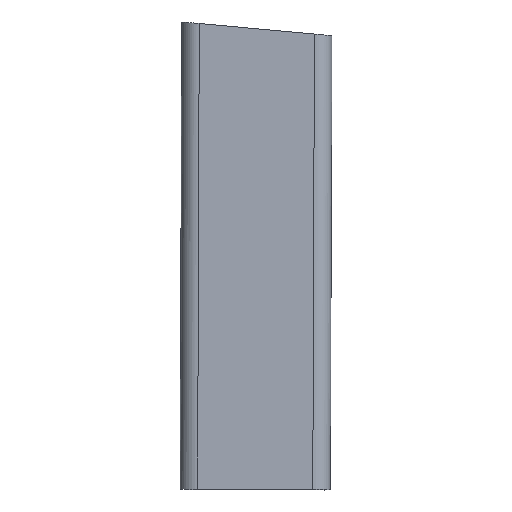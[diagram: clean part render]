
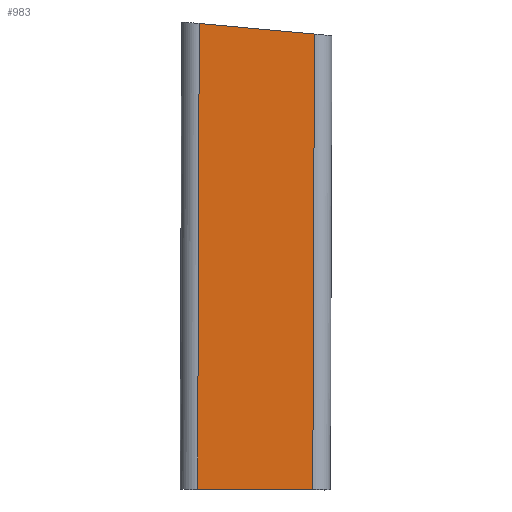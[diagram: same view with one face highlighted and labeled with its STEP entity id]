
A CAD part, left-side view. The second image highlights one B-rep face of the part: STEP entity #983.
In plain terms, the highlighted planar face has unit normal (-1, 0, 0.004).
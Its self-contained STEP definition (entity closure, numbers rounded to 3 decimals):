
#34 = PLANE('',#35);
#35 = AXIS2_PLACEMENT_3D('',#36,#37,#38);
#36 = CARTESIAN_POINT('',(-15.837,1.144,46.146
    ));
#37 = DIRECTION('',(0.004,-0.091,
    0.996));
#38 = DIRECTION('',(1.,0.,
    -0.004));
#193 = VERTEX_POINT('',#194);
#194 = CARTESIAN_POINT('',(-14.841,-11.659,
    44.977));
#212 = CYLINDRICAL_SURFACE('',#213,3.5);
#213 = AXIS2_PLACEMENT_3D('',#214,#215,#216);
#214 = CARTESIAN_POINT('',(-11.798,-11.202,
    -83.97));
#215 = DIRECTION('',(0.004,-0.004,
    1.));
#216 = DIRECTION('',(0.,-1.,
    -0.004));
#246 = EDGE_CURVE('',#247,#193,#249,.T.);
#247 = VERTEX_POINT('',#248);
#248 = CARTESIAN_POINT('',(-14.833,11.334,
    47.071));
#249 = SURFACE_CURVE('',#250,(#254,#261),.PCURVE_S1.);
#250 = LINE('',#251,#252);
#251 = CARTESIAN_POINT('',(-14.833,11.334,
    47.071));
#252 = VECTOR('',#253,1.);
#253 = DIRECTION('',(0.,-0.996,
    -0.091));
#254 = PCURVE('',#34,#255);
#255 = DEFINITIONAL_REPRESENTATION('',(#256),#260);
#256 = LINE('',#257,#258);
#257 = CARTESIAN_POINT('',(1.,10.232));
#258 = VECTOR('',#259,1.);
#259 = DIRECTION('',(0.,-1.));
#260 = ( GEOMETRIC_REPRESENTATION_CONTEXT(2) 
PARAMETRIC_REPRESENTATION_CONTEXT() REPRESENTATION_CONTEXT('2D SPACE',''
  ) );
#261 = PCURVE('',#262,#267);
#262 = PLANE('',#263);
#263 = AXIS2_PLACEMENT_3D('',#264,#265,#266);
#264 = CARTESIAN_POINT('',(-15.297,11.797,
    -83.876));
#265 = DIRECTION('',(-1.,0.,
    0.004));
#266 = DIRECTION('',(0.,-1.,
    -0.004));
#267 = DEFINITIONAL_REPRESENTATION('',(#268),#272);
#268 = LINE('',#269,#270);
#269 = CARTESIAN_POINT('',(0.,130.949));
#270 = VECTOR('',#271,1.);
#271 = DIRECTION('',(0.996,-0.087));
#272 = ( GEOMETRIC_REPRESENTATION_CONTEXT(2) 
PARAMETRIC_REPRESENTATION_CONTEXT() REPRESENTATION_CONTEXT('2D SPACE',''
  ) );
#294 = CYLINDRICAL_SURFACE('',#295,3.5);
#295 = AXIS2_PLACEMENT_3D('',#296,#297,#298);
#296 = CARTESIAN_POINT('',(-11.797,11.797,
    -83.889));
#297 = DIRECTION('',(0.004,-0.004,
    1.));
#298 = DIRECTION('',(0.,-1.,
    -0.004));
#763 = PLANE('',#764);
#764 = AXIS2_PLACEMENT_3D('',#765,#766,#767);
#765 = CARTESIAN_POINT('',(-375.861,-14.837,
    -44.693));
#766 = DIRECTION('',(0.004,-0.004,
    1.));
#767 = DIRECTION('',(0.,1.,
    0.004));
#895 = VERTEX_POINT('',#896);
#896 = CARTESIAN_POINT('',(-15.163,11.663,
    -45.877));
#940 = EDGE_CURVE('',#247,#895,#941,.T.);
#941 = SURFACE_CURVE('',#942,(#946,#975),.PCURVE_S1.);
#942 = LINE('',#943,#944);
#943 = CARTESIAN_POINT('',(-14.833,11.334,
    47.071));
#944 = VECTOR('',#945,1.);
#945 = DIRECTION('',(-0.004,0.004,
    -1.));
#946 = PCURVE('',#294,#947);
#947 = DEFINITIONAL_REPRESENTATION('',(#948),#974);
#948 = B_SPLINE_CURVE_WITH_KNOTS('',3,(#949,#950,#951,#952,#953,#954,
    #955,#956,#957,#958,#959,#960,#961,#962,#963,#964,#965,#966,#967,
    #968,#969,#970,#971,#972,#973),.UNSPECIFIED.,.F.,.F.,(4,1,1,1,1,1,1,
    1,1,1,1,1,1,1,1,1,1,1,1,1,1,1,4),(0.,4.225,8.45,
    12.675,16.9,21.125,25.35,
    29.575,33.8,38.025,42.249,
    46.474,50.699,54.924,59.149,
    63.374,67.599,71.824,76.049,
    80.274,84.499,88.724,92.949),
  .QUASI_UNIFORM_KNOTS.);
#949 = CARTESIAN_POINT('',(4.712,130.949));
#950 = CARTESIAN_POINT('',(4.712,129.541));
#951 = CARTESIAN_POINT('',(4.712,126.724));
#952 = CARTESIAN_POINT('',(4.712,122.499));
#953 = CARTESIAN_POINT('',(4.712,118.274));
#954 = CARTESIAN_POINT('',(4.712,114.049));
#955 = CARTESIAN_POINT('',(4.712,109.824));
#956 = CARTESIAN_POINT('',(4.712,105.599));
#957 = CARTESIAN_POINT('',(4.712,101.374));
#958 = CARTESIAN_POINT('',(4.712,97.149));
#959 = CARTESIAN_POINT('',(4.712,92.924));
#960 = CARTESIAN_POINT('',(4.712,88.699));
#961 = CARTESIAN_POINT('',(4.712,84.474));
#962 = CARTESIAN_POINT('',(4.712,80.249));
#963 = CARTESIAN_POINT('',(4.712,76.025));
#964 = CARTESIAN_POINT('',(4.712,71.8));
#965 = CARTESIAN_POINT('',(4.712,67.575));
#966 = CARTESIAN_POINT('',(4.712,63.35));
#967 = CARTESIAN_POINT('',(4.712,59.125));
#968 = CARTESIAN_POINT('',(4.712,54.9));
#969 = CARTESIAN_POINT('',(4.712,50.675));
#970 = CARTESIAN_POINT('',(4.712,46.45));
#971 = CARTESIAN_POINT('',(4.712,42.225));
#972 = CARTESIAN_POINT('',(4.712,39.408));
#973 = CARTESIAN_POINT('',(4.712,38.));
#974 = ( GEOMETRIC_REPRESENTATION_CONTEXT(2) 
PARAMETRIC_REPRESENTATION_CONTEXT() REPRESENTATION_CONTEXT('2D SPACE',''
  ) );
#975 = PCURVE('',#262,#976);
#976 = DEFINITIONAL_REPRESENTATION('',(#977),#981);
#977 = LINE('',#978,#979);
#978 = CARTESIAN_POINT('',(0.,130.949));
#979 = VECTOR('',#980,1.);
#980 = DIRECTION('',(0.,-1.));
#981 = ( GEOMETRIC_REPRESENTATION_CONTEXT(2) 
PARAMETRIC_REPRESENTATION_CONTEXT() REPRESENTATION_CONTEXT('2D SPACE',''
  ) );
#983 = ADVANCED_FACE('',(#984),#262,.T.);
#984 = FACE_BOUND('',#985,.F.);
#985 = EDGE_LOOP('',(#986,#987,#1032,#1053));
#986 = ORIENTED_EDGE('',*,*,#246,.T.);
#987 = ORIENTED_EDGE('',*,*,#988,.F.);
#988 = EDGE_CURVE('',#989,#193,#991,.T.);
#989 = VERTEX_POINT('',#990);
#990 = CARTESIAN_POINT('',(-15.163,-11.337,
    -45.958));
#991 = SURFACE_CURVE('',#992,(#996,#1003),.PCURVE_S1.);
#992 = LINE('',#993,#994);
#993 = CARTESIAN_POINT('',(-15.163,-11.337,
    -45.958));
#994 = VECTOR('',#995,1.);
#995 = DIRECTION('',(0.004,-0.004,
    1.));
#996 = PCURVE('',#262,#997);
#997 = DEFINITIONAL_REPRESENTATION('',(#998),#1002);
#998 = LINE('',#999,#1000);
#999 = CARTESIAN_POINT('',(23.,38.));
#1000 = VECTOR('',#1001,1.);
#1001 = DIRECTION('',(0.,1.));
#1002 = ( GEOMETRIC_REPRESENTATION_CONTEXT(2) 
PARAMETRIC_REPRESENTATION_CONTEXT() REPRESENTATION_CONTEXT('2D SPACE',''
  ) );
#1003 = PCURVE('',#212,#1004);
#1004 = DEFINITIONAL_REPRESENTATION('',(#1005),#1031);
#1005 = B_SPLINE_CURVE_WITH_KNOTS('',3,(#1006,#1007,#1008,#1009,#1010,
    #1011,#1012,#1013,#1014,#1015,#1016,#1017,#1018,#1019,#1020,#1021,
    #1022,#1023,#1024,#1025,#1026,#1027,#1028,#1029,#1030),
  .UNSPECIFIED.,.F.,.F.,(4,1,1,1,1,1,1,1,1,1,1,1,1,1,1,1,1,1,1,1,1,1,4),
  (0.,4.133,8.267,12.4,16.534,
    20.667,24.801,28.934,33.068,
    37.201,41.335,45.468,49.602,
    53.735,57.869,62.002,66.136,
    70.269,74.403,78.536,82.67,
    86.803,90.937),.QUASI_UNIFORM_KNOTS.);
#1006 = CARTESIAN_POINT('',(4.712,38.));
#1007 = CARTESIAN_POINT('',(4.712,39.378));
#1008 = CARTESIAN_POINT('',(4.712,42.133));
#1009 = CARTESIAN_POINT('',(4.712,46.267));
#1010 = CARTESIAN_POINT('',(4.712,50.4));
#1011 = CARTESIAN_POINT('',(4.712,54.534));
#1012 = CARTESIAN_POINT('',(4.712,58.667));
#1013 = CARTESIAN_POINT('',(4.712,62.801));
#1014 = CARTESIAN_POINT('',(4.712,66.934));
#1015 = CARTESIAN_POINT('',(4.712,71.068));
#1016 = CARTESIAN_POINT('',(4.712,75.201));
#1017 = CARTESIAN_POINT('',(4.712,79.335));
#1018 = CARTESIAN_POINT('',(4.712,83.468));
#1019 = CARTESIAN_POINT('',(4.712,87.602));
#1020 = CARTESIAN_POINT('',(4.712,91.735));
#1021 = CARTESIAN_POINT('',(4.712,95.869));
#1022 = CARTESIAN_POINT('',(4.712,100.002));
#1023 = CARTESIAN_POINT('',(4.712,104.136));
#1024 = CARTESIAN_POINT('',(4.712,108.269));
#1025 = CARTESIAN_POINT('',(4.712,112.403));
#1026 = CARTESIAN_POINT('',(4.712,116.536));
#1027 = CARTESIAN_POINT('',(4.712,120.67));
#1028 = CARTESIAN_POINT('',(4.712,124.803));
#1029 = CARTESIAN_POINT('',(4.712,127.559));
#1030 = CARTESIAN_POINT('',(4.712,128.937));
#1031 = ( GEOMETRIC_REPRESENTATION_CONTEXT(2) 
PARAMETRIC_REPRESENTATION_CONTEXT() REPRESENTATION_CONTEXT('2D SPACE',''
  ) );
#1032 = ORIENTED_EDGE('',*,*,#1033,.T.);
#1033 = EDGE_CURVE('',#989,#895,#1034,.T.);
#1034 = SURFACE_CURVE('',#1035,(#1039,#1046),.PCURVE_S1.);
#1035 = LINE('',#1036,#1037);
#1036 = CARTESIAN_POINT('',(-15.163,-11.337,
    -45.958));
#1037 = VECTOR('',#1038,1.);
#1038 = DIRECTION('',(0.,1.,
    0.004));
#1039 = PCURVE('',#262,#1040);
#1040 = DEFINITIONAL_REPRESENTATION('',(#1041),#1045);
#1041 = LINE('',#1042,#1043);
#1042 = CARTESIAN_POINT('',(23.,38.));
#1043 = VECTOR('',#1044,1.);
#1044 = DIRECTION('',(-1.,0.));
#1045 = ( GEOMETRIC_REPRESENTATION_CONTEXT(2) 
PARAMETRIC_REPRESENTATION_CONTEXT() REPRESENTATION_CONTEXT('2D SPACE',''
  ) );
#1046 = PCURVE('',#763,#1047);
#1047 = DEFINITIONAL_REPRESENTATION('',(#1048),#1052);
#1048 = LINE('',#1049,#1050);
#1049 = CARTESIAN_POINT('',(3.5,-360.7));
#1050 = VECTOR('',#1051,1.);
#1051 = DIRECTION('',(1.,0.));
#1052 = ( GEOMETRIC_REPRESENTATION_CONTEXT(2) 
PARAMETRIC_REPRESENTATION_CONTEXT() REPRESENTATION_CONTEXT('2D SPACE',''
  ) );
#1053 = ORIENTED_EDGE('',*,*,#940,.F.);
